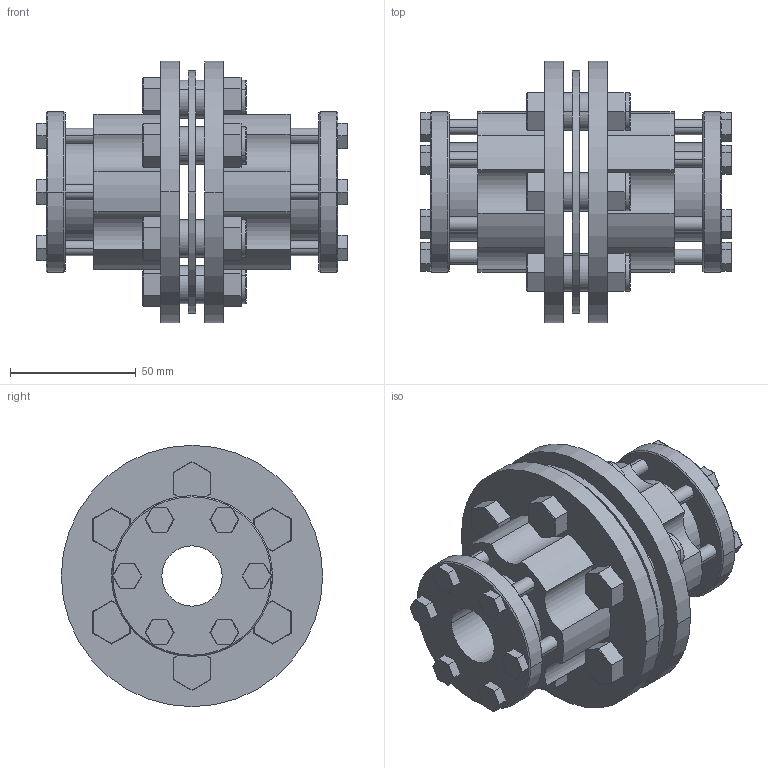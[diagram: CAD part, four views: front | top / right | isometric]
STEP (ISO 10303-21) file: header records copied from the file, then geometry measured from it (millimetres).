
FILE_DESCRIPTION (( 'STEP AP203' ), '1' );
FILE_NAME ('CL9-104.step', '2011-08-10T07:35:23', ( '' ), ( '' ), 'SwSTEP 2.0', 'SolidWorks 2010', '' );
FILE_SCHEMA (( 'CONFIG_CONTROL_DESIGN' ));
Length unit declared in the file: millimetre
Products named in the file (1): CL9-104
Bounding box: 124 x 104 x 104 mm (x, y, z)
Volume: 377307 mm3; surface area: 102832.8 mm2
Topology: 9 solids, 9 shells, 640 faces, 1582 edges, 894 vertices
Faces by surface type: plane 300, cylinder 206, bspline 72, torus 54, cone 8
Entity records: 23099 total; most frequent: CARTESIAN_POINT 8697, ORIENTED_EDGE 3020, DIRECTION 2948, EDGE_CURVE 1510, AXIS2_PLACEMENT_3D 1049, VERTEX_POINT 894, LINE 850, VECTOR 850
